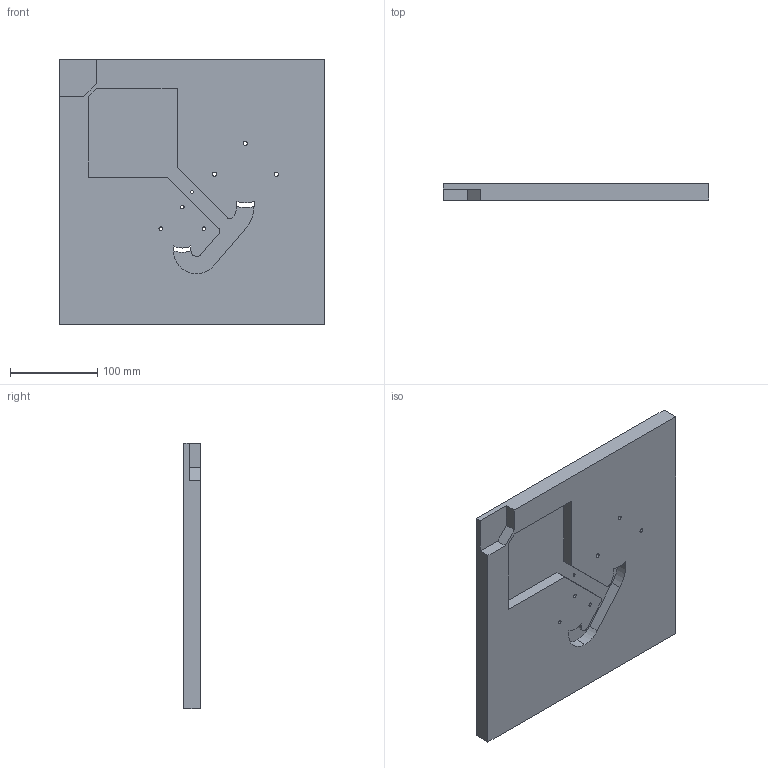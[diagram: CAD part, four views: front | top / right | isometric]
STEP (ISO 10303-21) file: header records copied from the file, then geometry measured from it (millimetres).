
FILE_DESCRIPTION (( 'STEP AP214' ), '1' );
FILE_NAME ('mars clock.STEP', '2021-02-21T23:42:00', ( '' ), ( '' ), 'SwSTEP 2.0', 'SolidWorks 2019', '' );
FILE_SCHEMA (( 'AUTOMOTIVE_DESIGN' ));
Length unit declared in the file: inch
Products named in the file (1): mars clock
Bounding box: 304.8 x 19.05 x 304.8 mm (x, y, z)
Volume: 1555406.2 mm3; surface area: 224751.1 mm2
Topology: 1 solids, 1 shells, 60 faces, 169 edges, 110 vertices
Faces by surface type: cylinder 31, plane 29
Entity records: 2035 total; most frequent: DIRECTION 361, CARTESIAN_POINT 340, ORIENTED_EDGE 338, EDGE_CURVE 169, AXIS2_PLACEMENT_3D 131, VERTEX_POINT 110, VECTOR 99, LINE 99
